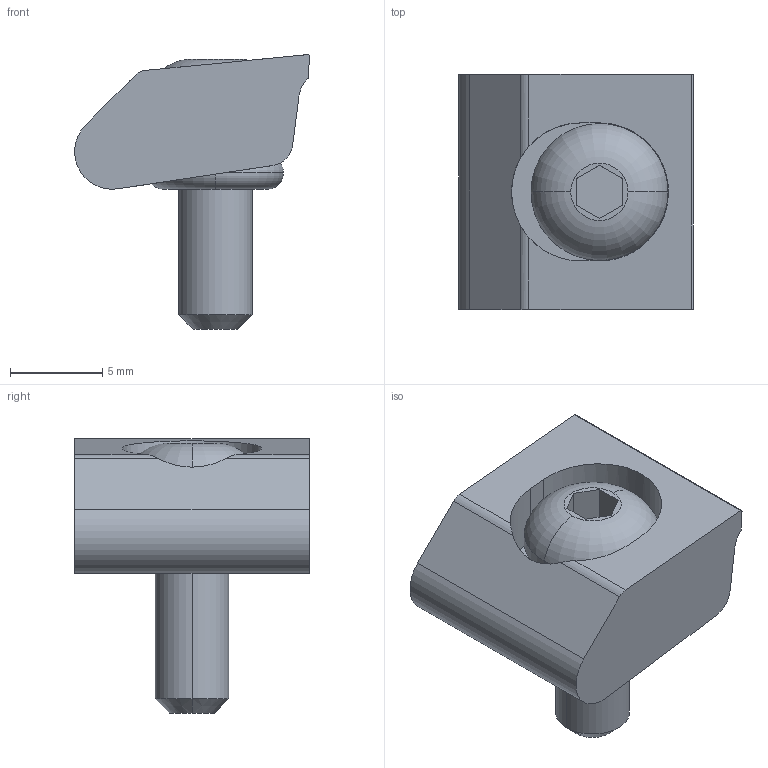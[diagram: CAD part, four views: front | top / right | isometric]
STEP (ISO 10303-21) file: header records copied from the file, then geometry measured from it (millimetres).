
FILE_DESCRIPTION (( 'STEP AP203' ), '1' );
FILE_NAME ('mbsc04c.STEP', '2021-10-26T02:39:45', ( '' ), ( '' ), 'SwSTEP 2.0', 'SolidWorks 2020', '' );
FILE_SCHEMA (( 'CONFIG_CONTROL_DESIGN' ));
Length unit declared in the file: millimetre
Products named in the file (4): mbsc04c_02; mbsc04c_03; mbsc04c; mbsc04c_01
Assembly tree (3 placements, depth 2):
  mbsc04c
    mbsc04c_01
    mbsc04c_02
    mbsc04c_03
Bounding box: 12.69 x 12.7 x 14.86 mm (x, y, z)
Volume: 878.5 mm3; surface area: 1026.4 mm2
Topology: 3 solids, 3 shells, 46 faces, 112 edges, 72 vertices
Faces by surface type: plane 22, cylinder 16, torus 6, cone 2
Entity records: 1780 total; most frequent: CARTESIAN_POINT 264, DIRECTION 248, ORIENTED_EDGE 224, EDGE_CURVE 112, AXIS2_PLACEMENT_3D 92, VERTEX_POINT 72, LINE 64, VECTOR 64
